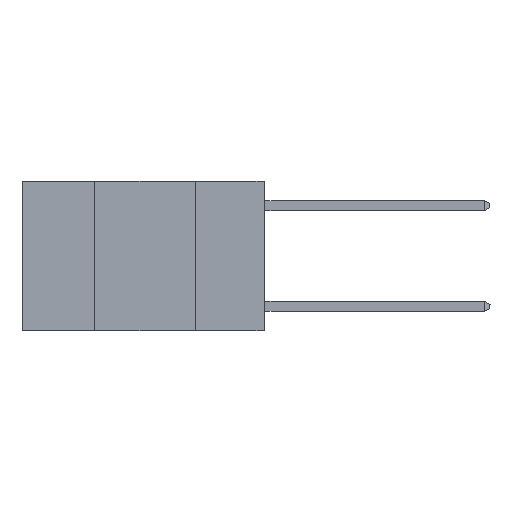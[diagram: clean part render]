
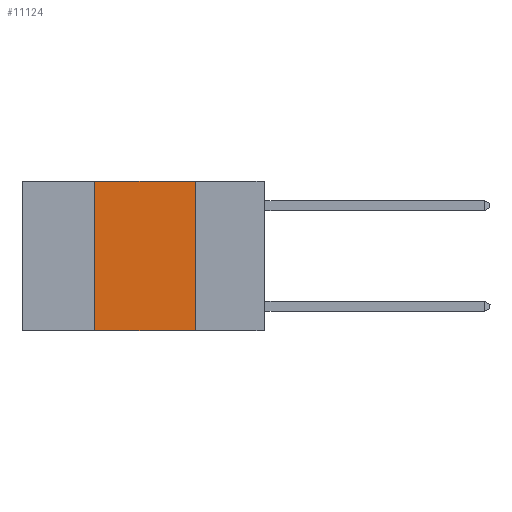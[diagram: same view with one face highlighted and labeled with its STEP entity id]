
A CAD part, left-side view. The second image highlights one B-rep face of the part: STEP entity #11124.
In plain terms, the highlighted planar face has unit normal (-1, 0, 0).
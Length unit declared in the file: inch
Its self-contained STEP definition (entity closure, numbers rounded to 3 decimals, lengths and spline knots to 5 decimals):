
#183 = EDGE_CURVE ( 'NONE', #3177, #10680, #15780, .T. ) ;
#969 = DIRECTION ( 'NONE',  ( 0., 0., -1. ) ) ;
#1488 = CARTESIAN_POINT ( 'NONE',  ( 0., 0.42, -0.37 ) ) ;
#1926 = VECTOR ( 'NONE', #6754, 39.37008 ) ;
#2139 = FACE_OUTER_BOUND ( 'NONE', #11131, .T. ) ;
#2277 = VECTOR ( 'NONE', #8003, 39.37008 ) ;
#2486 = CARTESIAN_POINT ( 'NONE',  ( 0., 0.6, -0.37 ) ) ;
#2966 = EDGE_CURVE ( 'NONE', #10255, #3009, #7541, .T. ) ;
#3009 = VERTEX_POINT ( 'NONE', #5874 ) ;
#3052 = DIRECTION ( 'NONE',  ( 0., -1., 0. ) ) ;
#3175 = ORIENTED_EDGE ( 'NONE', *, *, #2966, .F. ) ;
#3177 = VERTEX_POINT ( 'NONE', #1488 ) ;
#4150 = VECTOR ( 'NONE', #4429, 39.37008 ) ;
#4429 = DIRECTION ( 'NONE',  ( 0., -1., 0. ) ) ;
#4623 = ORIENTED_EDGE ( 'NONE', *, *, #11416, .F. ) ;
#5440 = LINE ( 'NONE', #13099, #1926 ) ;
#5874 = CARTESIAN_POINT ( 'NONE',  ( 0., 0.17, 0. ) ) ;
#6754 = DIRECTION ( 'NONE',  ( 0., 0., -1. ) ) ;
#7541 = LINE ( 'NONE', #13093, #4150 ) ;
#8003 = DIRECTION ( 'NONE',  ( 0., 0., 1. ) ) ;
#8752 = DIRECTION ( 'NONE',  ( 1., 0., 0. ) ) ;
#9049 = CARTESIAN_POINT ( 'NONE',  ( 0., 0.17, -0.37 ) ) ;
#10255 = VERTEX_POINT ( 'NONE', #15870 ) ;
#10680 = VERTEX_POINT ( 'NONE', #9049 ) ;
#11124 = ADVANCED_FACE ( 'NONE', ( #2139 ), #16339, .F. ) ;
#11131 = EDGE_LOOP ( 'NONE', ( #4623, #3175, #14992, #13617 ) ) ;
#11416 = EDGE_CURVE ( 'NONE', #3009, #10680, #5440, .T. ) ;
#12380 = VECTOR ( 'NONE', #3052, 39.37008 ) ;
#13093 = CARTESIAN_POINT ( 'NONE',  ( 0., 0.6, 0. ) ) ;
#13099 = CARTESIAN_POINT ( 'NONE',  ( 0., 0.17, 0. ) ) ;
#13225 = EDGE_CURVE ( 'NONE', #3177, #10255, #16325, .T. ) ;
#13617 = ORIENTED_EDGE ( 'NONE', *, *, #183, .T. ) ;
#14811 = AXIS2_PLACEMENT_3D ( 'NONE', #16391, #8752, #969 ) ;
#14992 = ORIENTED_EDGE ( 'NONE', *, *, #13225, .F. ) ;
#15621 = CARTESIAN_POINT ( 'NONE',  ( 0., 0.42, 0. ) ) ;
#15780 = LINE ( 'NONE', #2486, #12380 ) ;
#15870 = CARTESIAN_POINT ( 'NONE',  ( 0., 0.42, 0. ) ) ;
#16325 = LINE ( 'NONE', #15621, #2277 ) ;
#16339 = PLANE ( 'NONE',  #14811 ) ;
#16391 = CARTESIAN_POINT ( 'NONE',  ( 0., 0.6, 0. ) ) ;
